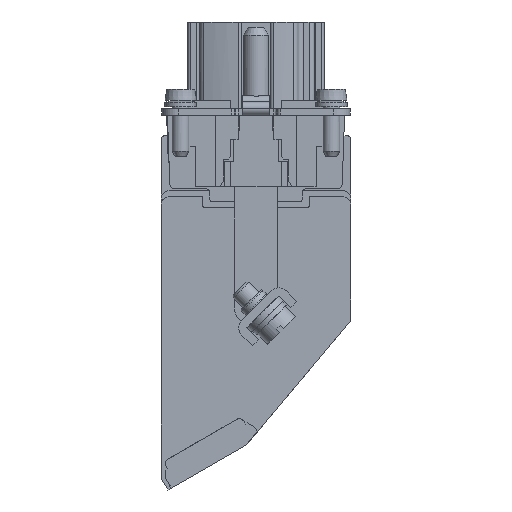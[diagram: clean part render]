
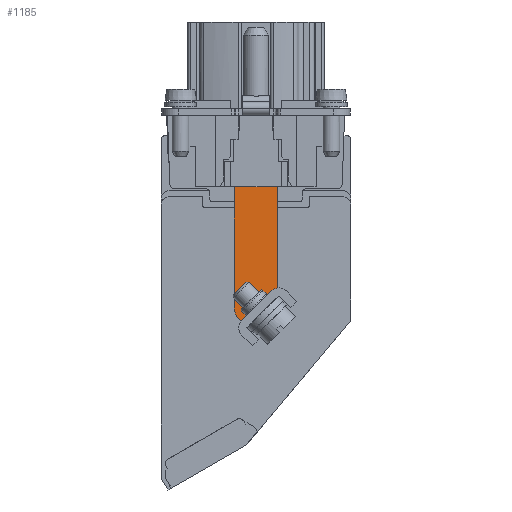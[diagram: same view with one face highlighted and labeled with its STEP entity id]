
A CAD part, front view. The second image highlights one B-rep face of the part: STEP entity #1185.
In plain terms, the highlighted planar face has unit normal (0, -1, 0).
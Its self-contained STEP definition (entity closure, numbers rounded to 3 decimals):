
#931=AXIS2_PLACEMENT_3D('Circle Axis2P3D',#929,#930,$) ;
#1133=AXIS2_PLACEMENT_3D('Circle Axis2P3D',#1131,#1132,$) ;
#1148=AXIS2_PLACEMENT_3D('Plane Axis2P3D',#1145,#1146,#1147) ;
#1152=AXIS2_PLACEMENT_3D('Circle Axis2P3D',#1150,#1151,$) ;
#877=CARTESIAN_POINT('Vertex',(14.456,9.55,30.29)) ;
#891=CARTESIAN_POINT('Vertex',(19.83,9.55,35.664)) ;
#894=CARTESIAN_POINT('Line Origine',(17.143,9.55,32.977)) ;
#929=CARTESIAN_POINT('Axis2P3D Location',(15.729,9.55,29.017)) ;
#933=CARTESIAN_POINT('Vertex',(14.365,9.55,30.192)) ;
#1128=CARTESIAN_POINT('Vertex',(20.9,9.55,36.18)) ;
#1131=CARTESIAN_POINT('Axis2P3D Location',(21.103,9.55,34.391)) ;
#1145=CARTESIAN_POINT('Axis2P3D Location',(16.1,9.55,32.64)) ;
#1150=CARTESIAN_POINT('Axis2P3D Location',(16.1,9.55,32.64)) ;
#1154=CARTESIAN_POINT('Vertex',(13.1,9.55,32.64)) ;
#1157=CARTESIAN_POINT('Line Origine',(20.9,9.55,45.24)) ;
#1161=CARTESIAN_POINT('Vertex',(20.9,9.55,54.3)) ;
#1164=CARTESIAN_POINT('Line Origine',(17.,9.55,54.3)) ;
#1168=CARTESIAN_POINT('Vertex',(13.1,9.55,54.3)) ;
#1171=CARTESIAN_POINT('Line Origine',(13.1,9.55,43.47)) ;
#895=DIRECTION('Vector Direction',(0.707,0.,0.707)) ;
#930=DIRECTION('Axis2P3D Direction',(-0.,-1.,-0.)) ;
#1132=DIRECTION('Axis2P3D Direction',(-0.,-1.,-0.)) ;
#1146=DIRECTION('Axis2P3D Direction',(-0.,-1.,-0.)) ;
#1147=DIRECTION('Axis2P3D XDirection',(-1.,0.,0.)) ;
#1151=DIRECTION('Axis2P3D Direction',(-0.,-1.,-0.)) ;
#1158=DIRECTION('Vector Direction',(0.,0.,1.)) ;
#1165=DIRECTION('Vector Direction',(1.,0.,0.)) ;
#1172=DIRECTION('Vector Direction',(0.,0.,-1.)) ;
#896=VECTOR('Line Direction',#895,1.) ;
#1159=VECTOR('Line Direction',#1158,1.) ;
#1166=VECTOR('Line Direction',#1165,1.) ;
#1173=VECTOR('Line Direction',#1172,1.) ;
#1177=ORIENTED_EDGE('',*,*,#1156,.T.) ;
#1178=ORIENTED_EDGE('',*,*,#935,.T.) ;
#1179=ORIENTED_EDGE('',*,*,#898,.T.) ;
#1180=ORIENTED_EDGE('',*,*,#1135,.T.) ;
#1181=ORIENTED_EDGE('',*,*,#1163,.T.) ;
#1182=ORIENTED_EDGE('',*,*,#1170,.F.) ;
#1183=ORIENTED_EDGE('',*,*,#1175,.T.) ;
#1185=ADVANCED_FACE('Standard_1\\_1848610000',(#1184),#1149,.T.) ;
#932=CIRCLE('generated circle',#931,1.8) ;
#1134=CIRCLE('generated circle',#1133,1.8) ;
#1153=CIRCLE('generated circle',#1152,3.) ;
#898=EDGE_CURVE('',#878,#892,#897,.T.) ;
#935=EDGE_CURVE('',#934,#878,#932,.F.) ;
#1135=EDGE_CURVE('',#892,#1129,#1134,.F.) ;
#1156=EDGE_CURVE('',#1155,#934,#1153,.T.) ;
#1163=EDGE_CURVE('',#1129,#1162,#1160,.T.) ;
#1170=EDGE_CURVE('',#1169,#1162,#1167,.T.) ;
#1175=EDGE_CURVE('',#1169,#1155,#1174,.T.) ;
#1176=EDGE_LOOP('',(#1177,#1178,#1179,#1180,#1181,#1182,#1183)) ;
#1184=FACE_OUTER_BOUND('',#1176,.T.) ;
#897=LINE('Line',#894,#896) ;
#1160=LINE('Line',#1157,#1159) ;
#1167=LINE('Line',#1164,#1166) ;
#1174=LINE('Line',#1171,#1173) ;
#1149=PLANE('',#1148) ;
#878=VERTEX_POINT('',#877) ;
#892=VERTEX_POINT('',#891) ;
#934=VERTEX_POINT('',#933) ;
#1129=VERTEX_POINT('',#1128) ;
#1155=VERTEX_POINT('',#1154) ;
#1162=VERTEX_POINT('',#1161) ;
#1169=VERTEX_POINT('',#1168) ;
